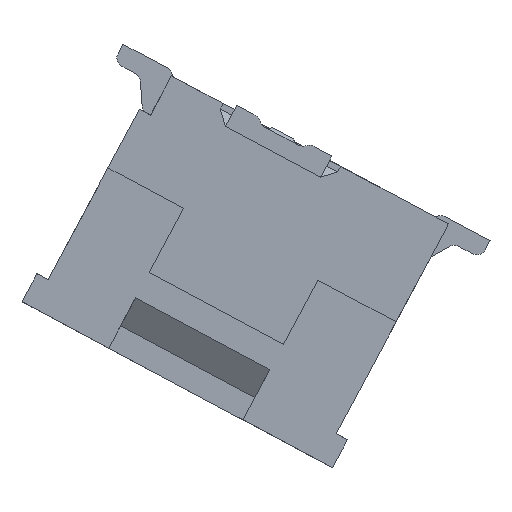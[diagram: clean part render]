
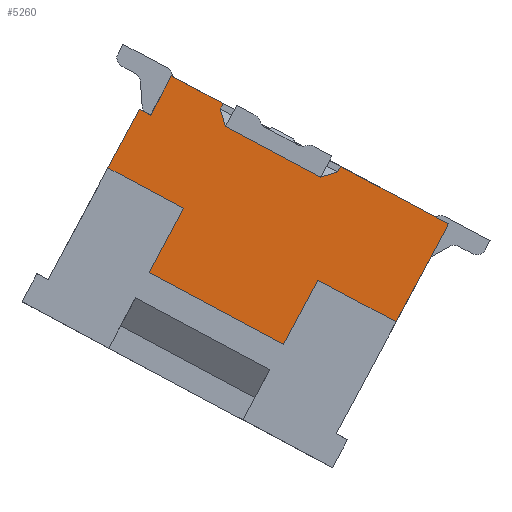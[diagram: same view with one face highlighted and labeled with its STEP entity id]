
A CAD part, front view. The second image highlights one B-rep face of the part: STEP entity #5260.
In plain terms, the highlighted planar face has unit normal (0, -1, 0).
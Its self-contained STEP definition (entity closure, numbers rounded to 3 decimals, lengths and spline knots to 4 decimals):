
#316 = LINE ( 'NONE', #26048, #69073 ) ;
#1052 = VERTEX_POINT ( 'NONE', #11702 ) ;
#1366 = CARTESIAN_POINT ( 'NONE',  ( 7.7318, -2.2, -2.1658 ) ) ;
#2468 = CARTESIAN_POINT ( 'NONE',  ( 8.5562, -2.2, 0.5767 ) ) ;
#2476 = VECTOR ( 'NONE', #97656, 1000. ) ;
#2755 = CARTESIAN_POINT ( 'NONE',  ( 8.3056, -2.2, 0.4756 ) ) ;
#2954 = VERTEX_POINT ( 'NONE', #95212 ) ;
#3665 = EDGE_CURVE ( 'NONE', #72063, #71098, #80613, .T. ) ;
#4238 = VECTOR ( 'NONE', #18690, 1000. ) ;
#4495 = DIRECTION ( 'NONE',  ( 0.471, 0., 0.882 ) ) ;
#4672 = LINE ( 'NONE', #2755, #37726 ) ;
#4696 = VERTEX_POINT ( 'NONE', #50379 ) ;
#5260 = ADVANCED_FACE ( 'NONE', ( #29802 ), #42796, .F. ) ;
#5613 = CARTESIAN_POINT ( 'NONE',  ( 6.6894, -2.2, 1.5545 ) ) ;
#7092 = VECTOR ( 'NONE', #63782, 1000. ) ;
#7145 = EDGE_LOOP ( 'NONE', ( #18082, #54771, #90863, #99988, #27638, #50933, #33914, #60355, #7211, #22269, #60132, #90346, #75853, #54035, #12072, #77762 ) ) ;
#7211 = ORIENTED_EDGE ( 'NONE', *, *, #64352, .F. ) ;
#7886 = EDGE_CURVE ( 'NONE', #91862, #4696, #4672, .T. ) ;
#10632 = LINE ( 'NONE', #10759, #7092 ) ;
#10759 = CARTESIAN_POINT ( 'NONE',  ( 5.589, -2.2, 1.4581 ) ) ;
#11396 = VECTOR ( 'NONE', #69385, 1000. ) ;
#11702 = CARTESIAN_POINT ( 'NONE',  ( 6.1149, -2.2, 0.0023 ) ) ;
#12072 = ORIENTED_EDGE ( 'NONE', *, *, #97950, .F. ) ;
#12698 = DIRECTION ( 'NONE',  ( 0.882, 0., -0.471 ) ) ;
#12785 = VERTEX_POINT ( 'NONE', #89226 ) ;
#15514 = CARTESIAN_POINT ( 'NONE',  ( 10.3312, -2.2, -0.1705 ) ) ;
#16891 = CARTESIAN_POINT ( 'NONE',  ( 5.8383, -2.2, 2.1345 ) ) ;
#18082 = ORIENTED_EDGE ( 'NONE', *, *, #28756, .F. ) ;
#18408 = CARTESIAN_POINT ( 'NONE',  ( 6.7764, -2.2, 1.2929 ) ) ;
#18690 = DIRECTION ( 'NONE',  ( -0.471, 0., -0.882 ) ) ;
#19222 = CARTESIAN_POINT ( 'NONE',  ( 6.7414, -2.2, 1.6518 ) ) ;
#20076 = EDGE_CURVE ( 'NONE', #1052, #71850, #49352, .T. ) ;
#22269 = ORIENTED_EDGE ( 'NONE', *, *, #49954, .F. ) ;
#23193 = VECTOR ( 'NONE', #27439, 1000. ) ;
#23746 = LINE ( 'NONE', #5613, #56506 ) ;
#25674 = DIRECTION ( 'NONE',  ( 1., 0., 0. ) ) ;
#26048 = CARTESIAN_POINT ( 'NONE',  ( 5.8383, -2.2, 2.1345 ) ) ;
#26843 = CARTESIAN_POINT ( 'NONE',  ( 8.2424, -2.2, -1.1087 ) ) ;
#27439 = DIRECTION ( 'NONE',  ( 0.471, 0., 0.882 ) ) ;
#27577 = CARTESIAN_POINT ( 'NONE',  ( 9.4663, -2.2, -1.7889 ) ) ;
#27638 = ORIENTED_EDGE ( 'NONE', *, *, #80246, .F. ) ;
#28756 = EDGE_CURVE ( 'NONE', #79914, #72063, #10632, .T. ) ;
#29711 = LINE ( 'NONE', #61018, #97429 ) ;
#29802 = FACE_OUTER_BOUND ( 'NONE', #7145, .T. ) ;
#31239 = VERTEX_POINT ( 'NONE', #74344 ) ;
#33534 = CARTESIAN_POINT ( 'NONE',  ( 3.615, -2.2, -1.5925 ) ) ;
#33914 = ORIENTED_EDGE ( 'NONE', *, *, #52534, .F. ) ;
#33956 = DIRECTION ( 'NONE',  ( 0.882, 0., -0.471 ) ) ;
#34265 = CARTESIAN_POINT ( 'NONE',  ( 5.3284, -2.2, 1.6133 ) ) ;
#34922 = CARTESIAN_POINT ( 'NONE',  ( 6.7794, -2.2, 1.283 ) ) ;
#35753 = VECTOR ( 'NONE', #92866, 1000. ) ;
#37277 = CARTESIAN_POINT ( 'NONE',  ( 5.562, -2.2, -1.0322 ) ) ;
#37726 = VECTOR ( 'NONE', #12698, 1000. ) ;
#38101 = CARTESIAN_POINT ( 'NONE',  ( 5.9256, -2.2, 2.0878 ) ) ;
#38870 = EDGE_CURVE ( 'NONE', #12785, #79914, #57451, .T. ) ;
#39521 = LINE ( 'NONE', #86815, #4238 ) ;
#40552 = CARTESIAN_POINT ( 'NONE',  ( 10.2912, -2.2, -0.2455 ) ) ;
#42796 = PLANE ( 'NONE',  #54799 ) ;
#43851 = VECTOR ( 'NONE', #4495, 1000. ) ;
#43949 = LINE ( 'NONE', #1366, #11396 ) ;
#44239 = VERTEX_POINT ( 'NONE', #101081 ) ;
#46024 = LINE ( 'NONE', #37277, #43851 ) ;
#47374 = CARTESIAN_POINT ( 'NONE',  ( 5.5956, -2.2, 1.4705 ) ) ;
#48495 = VECTOR ( 'NONE', #33956, 1000. ) ;
#48653 = DIRECTION ( 'NONE',  ( 0.29, 0., -0.957 ) ) ;
#49352 = LINE ( 'NONE', #92605, #83320 ) ;
#49611 = DIRECTION ( 'NONE',  ( 0.882, 0., -0.471 ) ) ;
#49954 = EDGE_CURVE ( 'NONE', #31239, #58938, #316, .T. ) ;
#50379 = CARTESIAN_POINT ( 'NONE',  ( 8.2756, -2.2, 0.4916 ) ) ;
#50593 = DIRECTION ( 'NONE',  ( 0., 1., 0. ) ) ;
#50933 = ORIENTED_EDGE ( 'NONE', *, *, #56999, .F. ) ;
#52534 = EDGE_CURVE ( 'NONE', #68462, #44239, #101139, .T. ) ;
#52989 = VECTOR ( 'NONE', #48653, 1000. ) ;
#54035 = ORIENTED_EDGE ( 'NONE', *, *, #74630, .F. ) ;
#54771 = ORIENTED_EDGE ( 'NONE', *, *, #38870, .F. ) ;
#54799 = AXIS2_PLACEMENT_3D ( 'NONE', #33534, #50593, #25674 ) ;
#56506 = VECTOR ( 'NONE', #83634, 1000. ) ;
#56999 = EDGE_CURVE ( 'NONE', #44239, #2954, #43949, .T. ) ;
#57451 = LINE ( 'NONE', #34265, #91420 ) ;
#57782 = LINE ( 'NONE', #90995, #23193 ) ;
#58342 = VERTEX_POINT ( 'NONE', #81069 ) ;
#58938 = VERTEX_POINT ( 'NONE', #40552 ) ;
#60132 = ORIENTED_EDGE ( 'NONE', *, *, #81266, .F. ) ;
#60355 = ORIENTED_EDGE ( 'NONE', *, *, #69787, .F. ) ;
#60767 = CARTESIAN_POINT ( 'NONE',  ( 6.6942, -2.2, 1.5636 ) ) ;
#61018 = CARTESIAN_POINT ( 'NONE',  ( 9.4909, -2.2, -1.8021 ) ) ;
#61114 = DIRECTION ( 'NONE',  ( -0.882, 0., 0.471 ) ) ;
#61955 = EDGE_CURVE ( 'NONE', #12785, #71850, #39521, .T. ) ;
#63782 = DIRECTION ( 'NONE',  ( 0.471, 0., 0.882 ) ) ;
#64352 = EDGE_CURVE ( 'NONE', #58938, #71001, #68928, .T. ) ;
#68462 = VERTEX_POINT ( 'NONE', #75357 ) ;
#68928 = LINE ( 'NONE', #15514, #35753 ) ;
#69073 = VECTOR ( 'NONE', #49611, 1000. ) ;
#69385 = DIRECTION ( 'NONE',  ( -0.882, 0., 0.471 ) ) ;
#69787 = EDGE_CURVE ( 'NONE', #71001, #68462, #29711, .T. ) ;
#71001 = VERTEX_POINT ( 'NONE', #27577 ) ;
#71098 = VERTEX_POINT ( 'NONE', #19222 ) ;
#71446 = LINE ( 'NONE', #2468, #2476 ) ;
#71850 = VERTEX_POINT ( 'NONE', #81967 ) ;
#72063 = VERTEX_POINT ( 'NONE', #38101 ) ;
#73623 = DIRECTION ( 'NONE',  ( 0.882, 0., -0.471 ) ) ;
#74344 = CARTESIAN_POINT ( 'NONE',  ( 8.5934, -2.2, 0.6619 ) ) ;
#74630 = EDGE_CURVE ( 'NONE', #83844, #91862, #86483, .T. ) ;
#75357 = CARTESIAN_POINT ( 'NONE',  ( 8.2315, -2.2, -1.129 ) ) ;
#75853 = ORIENTED_EDGE ( 'NONE', *, *, #7886, .F. ) ;
#77762 = ORIENTED_EDGE ( 'NONE', *, *, #3665, .F. ) ;
#79550 = EDGE_CURVE ( 'NONE', #4696, #58342, #71446, .T. ) ;
#79914 = VERTEX_POINT ( 'NONE', #47374 ) ;
#80246 = EDGE_CURVE ( 'NONE', #2954, #1052, #46024, .T. ) ;
#80613 = LINE ( 'NONE', #16891, #48495 ) ;
#81069 = CARTESIAN_POINT ( 'NONE',  ( 8.5463, -2.2, 0.5737 ) ) ;
#81266 = EDGE_CURVE ( 'NONE', #58342, #31239, #57782, .T. ) ;
#81967 = CARTESIAN_POINT ( 'NONE',  ( 4.9243, -2.2, 0.6387 ) ) ;
#83320 = VECTOR ( 'NONE', #61114, 1000. ) ;
#83634 = DIRECTION ( 'NONE',  ( -0.471, 0., -0.882 ) ) ;
#83844 = VERTEX_POINT ( 'NONE', #60767 ) ;
#86483 = LINE ( 'NONE', #34922, #52989 ) ;
#86815 = CARTESIAN_POINT ( 'NONE',  ( 3.7058, -2.2, -1.6411 ) ) ;
#88395 = DIRECTION ( 'NONE',  ( -0.471, 0., -0.882 ) ) ;
#89226 = CARTESIAN_POINT ( 'NONE',  ( 5.4192, -2.2, 1.5647 ) ) ;
#90346 = ORIENTED_EDGE ( 'NONE', *, *, #79550, .F. ) ;
#90863 = ORIENTED_EDGE ( 'NONE', *, *, #61955, .T. ) ;
#90995 = CARTESIAN_POINT ( 'NONE',  ( 8.5983, -2.2, 0.671 ) ) ;
#91420 = VECTOR ( 'NONE', #73623, 1000. ) ;
#91862 = VERTEX_POINT ( 'NONE', #18408 ) ;
#92605 = CARTESIAN_POINT ( 'NONE',  ( 6.1387, -2.2, -0.0104 ) ) ;
#92866 = DIRECTION ( 'NONE',  ( -0.471, 0., -0.882 ) ) ;
#93206 = DIRECTION ( 'NONE',  ( -0.882, 0., 0.471 ) ) ;
#95212 = CARTESIAN_POINT ( 'NONE',  ( 5.5728, -2.2, -1.0119 ) ) ;
#97429 = VECTOR ( 'NONE', #93206, 1000. ) ;
#97656 = DIRECTION ( 'NONE',  ( 0.957, 0., 0.29 ) ) ;
#97950 = EDGE_CURVE ( 'NONE', #71098, #83844, #23746, .T. ) ;
#99988 = ORIENTED_EDGE ( 'NONE', *, *, #20076, .F. ) ;
#100297 = VECTOR ( 'NONE', #88395, 1000. ) ;
#101081 = CARTESIAN_POINT ( 'NONE',  ( 7.6895, -2.2, -2.1432 ) ) ;
#101139 = LINE ( 'NONE', #26843, #100297 ) ;
